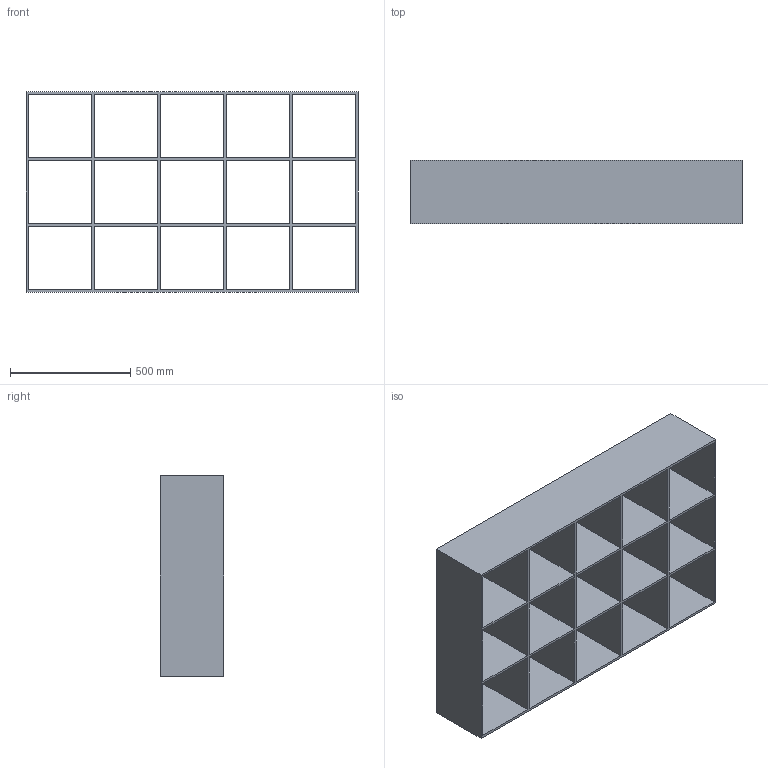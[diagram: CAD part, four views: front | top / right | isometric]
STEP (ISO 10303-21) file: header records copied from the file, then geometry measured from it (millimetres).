
FILE_DESCRIPTION(('produced by SPATIAL CORP'),'2;1');
FILE_NAME( 'new_seeker_part_rack.hh.sat.stp', '2002-04-12T11:56:02+00:00',('SPATIAL CORP'),('SPATIAL CORP'), 'ACIS STEP Husk','http://www.spatial.com','SPATIAL CORP');
FILE_SCHEMA(('CONFIG_CONTROL_DESIGN'));
Length unit declared in the file: millimetre
Products named in the file (1): PRODUCT_ID_1
Bounding box: 1380 x 264 x 832 mm (x, y, z)
Volume: 27118080 mm3; surface area: 5555136 mm2
Topology: 1 solids, 1 shells, 66 faces, 192 edges, 128 vertices
Faces by surface type: plane 66
Entity records: 2281 total; most frequent: CARTESIAN_POINT 386, ORIENTED_EDGE 384, DIRECTION 324, VECTOR 192, LINE 192, EDGE_CURVE 192, VERTEX_POINT 128, EDGE_LOOP 96
